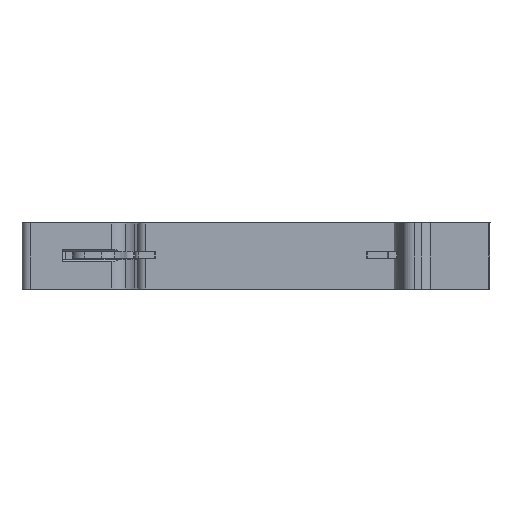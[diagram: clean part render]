
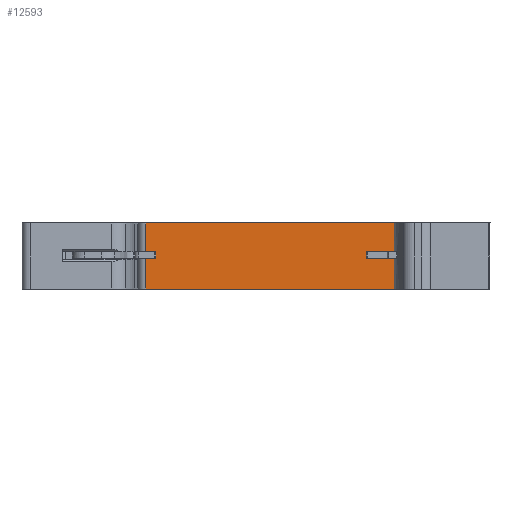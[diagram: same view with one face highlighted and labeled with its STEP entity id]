
A CAD part, front view. The second image highlights one B-rep face of the part: STEP entity #12593.
In plain terms, the highlighted planar face has unit normal (0, -1, 0).
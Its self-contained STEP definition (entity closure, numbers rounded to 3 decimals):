
#11407=CARTESIAN_POINT('',(-12.924,-38.9,49.12));
#11408=VERTEX_POINT('',#11407);
#11416=CARTESIAN_POINT('',(19.007,-38.9,49.12));
#11417=VERTEX_POINT('',#11416);
#11418=CARTESIAN_POINT('',(-12.924,-38.9,49.12));
#11419=DIRECTION('',(1.,0.,0.));
#11420=VECTOR('',#11419,31.931);
#11421=LINE('',#11418,#11420);
#11422=EDGE_CURVE('',#11408,#11417,#11421,.T.);
#11747=CARTESIAN_POINT('',(19.007,-38.9,40.97));
#11748=VERTEX_POINT('',#11747);
#11755=CARTESIAN_POINT('',(-12.924,-38.9,40.97));
#11756=VERTEX_POINT('',#11755);
#11757=CARTESIAN_POINT('',(-12.924,-38.9,40.97));
#11758=DIRECTION('',(1.,0.,0.));
#11759=VECTOR('',#11758,31.931);
#11760=LINE('',#11757,#11759);
#11761=EDGE_CURVE('',#11756,#11748,#11760,.T.);
#12474=CARTESIAN_POINT('',(3.042,-38.9,45.045));
#12475=DIRECTION('',(1.,0.,0.));
#12476=DIRECTION('',(-0.,1.,0.));
#12477=AXIS2_PLACEMENT_3D('',#12474,#12476,#12475);
#12478=PLANE('',#12477);
#12479=CARTESIAN_POINT('',(19.007,-38.9,45.57));
#12480=VERTEX_POINT('',#12479);
#12481=CARTESIAN_POINT('',(19.007,-38.9,49.12));
#12482=DIRECTION('',(0.,0.,-1.));
#12483=VECTOR('',#12482,3.55);
#12484=LINE('',#12481,#12483);
#12485=EDGE_CURVE('',#11417,#12480,#12484,.T.);
#12486=ORIENTED_EDGE('E256',*,*,#12485,.T.);
#12487=CARTESIAN_POINT('',(18.849,-38.9,45.57));
#12488=VERTEX_POINT('',#12487);
#12489=CARTESIAN_POINT('',(19.007,-38.9,45.57));
#12490=DIRECTION('',(-1.,0.,0.));
#12491=VECTOR('',#12490,0.158);
#12492=LINE('',#12489,#12491);
#12493=EDGE_CURVE('',#12480,#12488,#12492,.T.);
#12494=ORIENTED_EDGE('E1240',*,*,#12493,.T.);
#12495=CARTESIAN_POINT('',(18.849,-38.9,44.77));
#12496=VERTEX_POINT('',#12495);
#12497=CARTESIAN_POINT('',(18.849,-38.9,45.57));
#12498=DIRECTION('',(0.,0.,-1.));
#12499=VECTOR('',#12498,0.8);
#12500=LINE('',#12497,#12499);
#12501=EDGE_CURVE('',#12488,#12496,#12500,.T.);
#12502=ORIENTED_EDGE('E1241',*,*,#12501,.T.);
#12503=CARTESIAN_POINT('',(19.007,-38.9,44.77));
#12504=VERTEX_POINT('',#12503);
#12505=CARTESIAN_POINT('',(18.849,-38.9,44.77));
#12506=DIRECTION('',(1.,0.,0.));
#12507=VECTOR('',#12506,0.158);
#12508=LINE('',#12505,#12507);
#12509=EDGE_CURVE('',#12496,#12504,#12508,.T.);
#12510=ORIENTED_EDGE('E1239',*,*,#12509,.T.);
#12511=CARTESIAN_POINT('',(19.007,-38.9,44.77));
#12512=DIRECTION('',(0.,0.,-1.));
#12513=VECTOR('',#12512,3.8);
#12514=LINE('',#12511,#12513);
#12515=EDGE_CURVE('',#12504,#11748,#12514,.T.);
#12516=ORIENTED_EDGE('E1206',*,*,#12515,.T.);
#12517=ORIENTED_EDGE('E1206',*,*,#11761,.F.);
#12518=CARTESIAN_POINT('',(-12.924,-38.9,44.77));
#12519=VERTEX_POINT('',#12518);
#12520=CARTESIAN_POINT('',(-12.924,-38.9,44.77));
#12521=DIRECTION('',(0.,0.,-1.));
#12522=VECTOR('',#12521,3.8);
#12523=LINE('',#12520,#12522);
#12524=EDGE_CURVE('',#12519,#11756,#12523,.T.);
#12525=ORIENTED_EDGE('E1214',*,*,#12524,.F.);
#12526=CARTESIAN_POINT('',(-11.701,-38.9,44.77));
#12527=VERTEX_POINT('',#12526);
#12528=CARTESIAN_POINT('',(-12.924,-38.9,44.77));
#12529=DIRECTION('',(1.,0.,0.));
#12530=VECTOR('',#12529,1.222);
#12531=LINE('',#12528,#12530);
#12532=EDGE_CURVE('',#12519,#12527,#12531,.T.);
#12533=ORIENTED_EDGE('E1225',*,*,#12532,.T.);
#12534=CARTESIAN_POINT('',(-11.701,-38.9,45.57));
#12535=VERTEX_POINT('',#12534);
#12536=CARTESIAN_POINT('',(-11.701,-38.9,44.77));
#12537=DIRECTION('',(0.,0.,1.));
#12538=VECTOR('',#12537,0.8);
#12539=LINE('',#12536,#12538);
#12540=EDGE_CURVE('',#12527,#12535,#12539,.T.);
#12541=ORIENTED_EDGE('E1224',*,*,#12540,.T.);
#12542=CARTESIAN_POINT('',(-12.924,-38.9,45.57));
#12543=VERTEX_POINT('',#12542);
#12544=CARTESIAN_POINT('',(-11.701,-38.9,45.57));
#12545=DIRECTION('',(-1.,0.,0.));
#12546=VECTOR('',#12545,1.222);
#12547=LINE('',#12544,#12546);
#12548=EDGE_CURVE('',#12535,#12543,#12547,.T.);
#12549=ORIENTED_EDGE('E1226',*,*,#12548,.T.);
#12550=CARTESIAN_POINT('',(-12.924,-38.9,49.12));
#12551=DIRECTION('',(0.,0.,-1.));
#12552=VECTOR('',#12551,3.55);
#12553=LINE('',#12550,#12552);
#12554=EDGE_CURVE('',#11408,#12543,#12553,.T.);
#12555=ORIENTED_EDGE('E255',*,*,#12554,.F.);
#12556=ORIENTED_EDGE('E255',*,*,#11422,.T.);
#12557=EDGE_LOOP('',(#12486,#12494,#12502,#12510,#12516,#12517,#12525,#12533,#12541,#12549,#12555,#12556));
#12558=FACE_OUTER_BOUND('',#12557,.F.);
#12559=CARTESIAN_POINT('',(17.266,-38.9,44.77));
#12560=VERTEX_POINT('',#12559);
#12561=CARTESIAN_POINT('',(17.266,-38.9,45.57));
#12562=VERTEX_POINT('',#12561);
#12563=CARTESIAN_POINT('',(17.266,-38.9,44.77));
#12564=DIRECTION('',(0.,0.,1.));
#12565=VECTOR('',#12564,0.8);
#12566=LINE('',#12563,#12565);
#12567=EDGE_CURVE('',#12560,#12562,#12566,.T.);
#12568=ORIENTED_EDGE('E1242',*,*,#12567,.T.);
#12569=CARTESIAN_POINT('',(14.278,-38.9,45.57));
#12570=VERTEX_POINT('',#12569);
#12571=CARTESIAN_POINT('',(17.266,-38.9,45.57));
#12572=DIRECTION('',(-1.,0.,0.));
#12573=VECTOR('',#12572,2.988);
#12574=LINE('',#12571,#12573);
#12575=EDGE_CURVE('',#12562,#12570,#12574,.T.);
#12576=ORIENTED_EDGE('E1245',*,*,#12575,.T.);
#12577=CARTESIAN_POINT('',(14.278,-38.9,44.77));
#12578=VERTEX_POINT('',#12577);
#12579=CARTESIAN_POINT('',(14.278,-38.9,45.57));
#12580=DIRECTION('',(0.,0.,-1.));
#12581=VECTOR('',#12580,0.8);
#12582=LINE('',#12579,#12581);
#12583=EDGE_CURVE('',#12570,#12578,#12582,.T.);
#12584=ORIENTED_EDGE('E1243',*,*,#12583,.T.);
#12585=CARTESIAN_POINT('',(14.278,-38.9,44.77));
#12586=DIRECTION('',(1.,0.,0.));
#12587=VECTOR('',#12586,2.988);
#12588=LINE('',#12585,#12587);
#12589=EDGE_CURVE('',#12578,#12560,#12588,.T.);
#12590=ORIENTED_EDGE('E1244',*,*,#12589,.T.);
#12591=EDGE_LOOP('',(#12568,#12576,#12584,#12590));
#12592=FACE_BOUND('',#12591,.F.);
#12593=ADVANCED_FACE('F320',(#12558,#12592),#12478,.F.);
